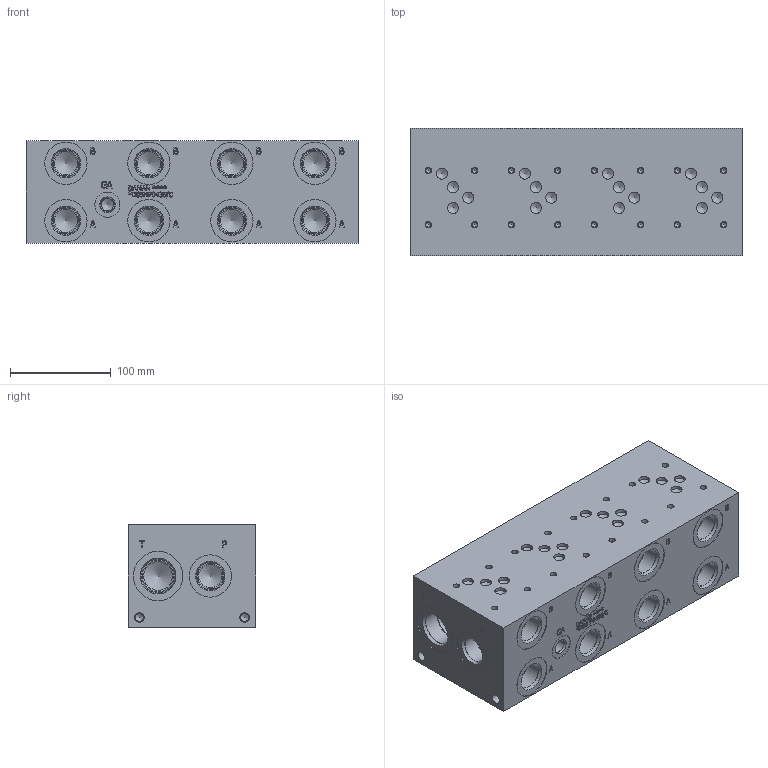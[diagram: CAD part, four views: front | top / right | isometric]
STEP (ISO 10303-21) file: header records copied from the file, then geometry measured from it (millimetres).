
FILE_DESCRIPTION(/* description */ (''),/* implementation_level */ '2;1');
FILE_NAME(/* name */ '_D05HP043S_C.stp',/* time_stamp */ '2022-10-19T14:17:22-04:00',/* author */ ('mikeh'),/* organization */ (''),/* preprocessor_version */ 'ST-DEVELOPER v18',/* originating_system */ 'Autodesk Inventor 2020',/* authorisation */ '');
FILE_SCHEMA (('AUTOMOTIVE_DESIGN { 1 0 10303 214 3 1 1 }'));
Length unit declared in the file: millimetre
Products named in the file (1): Part_AD05HP043S_C_3D
Bounding box: 330.2 x 127 x 101.6 mm (x, y, z)
Volume: 3980800 mm3; surface area: 224412.9 mm2
Topology: 1 solids, 1 shells, 875 faces, 2387 edges, 1620 vertices
Faces by surface type: plane 454, bspline 198, cylinder 128, cone 95
Full cylindrical faces by diameter (mm): 5.105 x16, 6.35 x16, 7.925 x4, 9.525 x4, 11.113 x2, 11.125 x14, 12.294 x1, 12.9 x1, 14.275 x1, 14.29 x1, 14.529 x1, 15.9 x1, 20.62 x1, 22.23 x1, 22.54 x1, 23.012 x10, 24.917 x10, 25.019 x1, 26.99 x2, 27 x8, 27.432 x10, 28.575 x2, 30.16 x1, 31.267 x2, 33.34 x1, 33.35 x1, 33.757 x2, 35.509 x1, 42.037 x10, 49.124 x2
Entity records: 29208 total; most frequent: CARTESIAN_POINT 7407, ORIENTED_EDGE 4674, DIRECTION 3779, EDGE_CURVE 2337, VERTEX_POINT 1620, LINE 1459, VECTOR 1459, AXIS2_PLACEMENT_3D 1160
